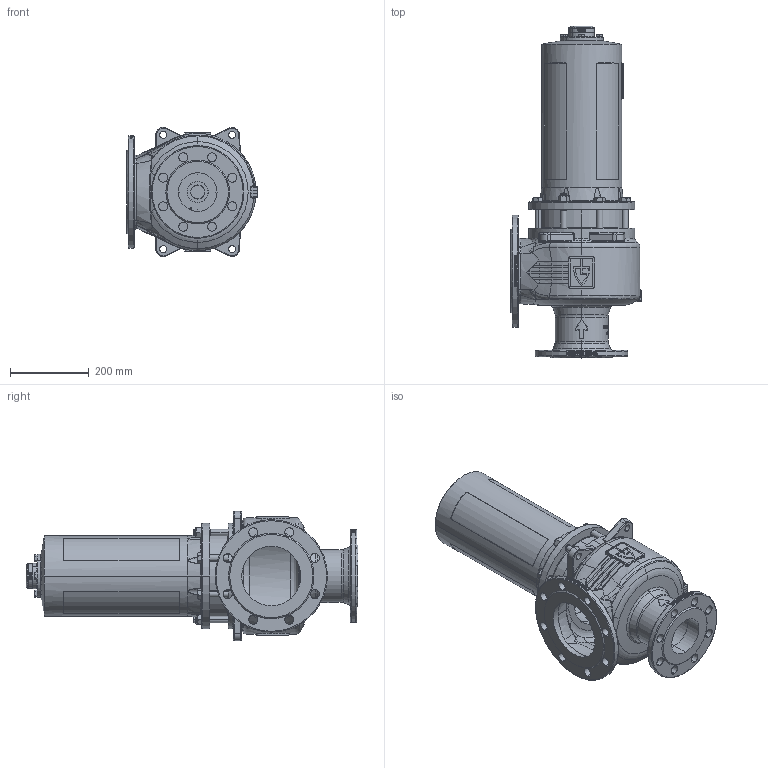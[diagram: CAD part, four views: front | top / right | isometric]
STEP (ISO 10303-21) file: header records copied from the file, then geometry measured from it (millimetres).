
FILE_DESCRIPTION (( 'STEP AP214' ), '1' );
FILE_NAME ('355TBGFO_100_FLFL_100150 MD.STEP', '2020-07-29T10:20:08', ( '' ), ( '' ), 'SwSTEP 2.0', 'SolidWorks 2020', '' );
FILE_SCHEMA (( 'AUTOMOTIVE_DESIGN' ));
Length unit declared in the file: millimetre
Products named in the file (1): 355TBGFO_100_FLFL_100150 MD
Bounding box: 331 x 843 x 327.98 mm (x, y, z)
Volume: 7865494.3 mm3; surface area: 1625440.2 mm2
Topology: 20 solids, 20 shells, 2803 faces, 7155 edges, 4549 vertices
Faces by surface type: plane 1059, bspline 837, cylinder 536, cone 238, torus 132, sphere 1
Entity records: 225917 total; most frequent: CARTESIAN_POINT 133423, ORIENTED_EDGE 14194, DIRECTION 10597, EDGE_CURVE 7097, VERTEX_POINT 4549, AXIS2_PLACEMENT_3D 4177, EDGE_LOOP 3112, UNCERTAINTY_MEASURE_WITH_UNIT 2811
